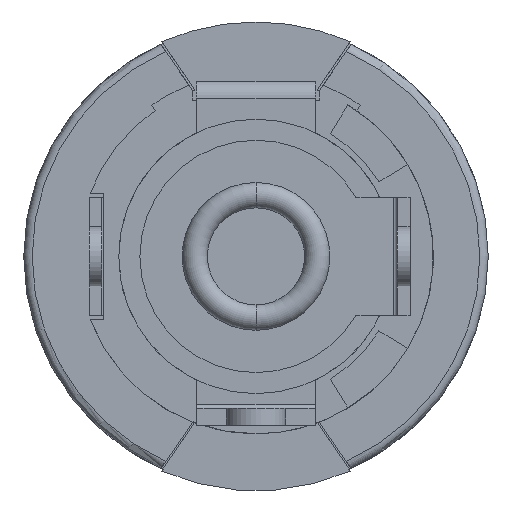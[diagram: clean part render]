
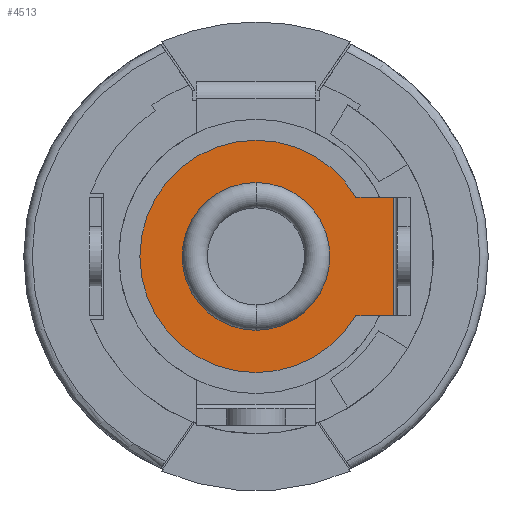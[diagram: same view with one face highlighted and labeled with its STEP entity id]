
A CAD part, front view. The second image highlights one B-rep face of the part: STEP entity #4513.
In plain terms, the highlighted planar face has unit normal (0, -1, 0).
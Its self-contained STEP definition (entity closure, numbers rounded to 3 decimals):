
#14 = VERTEX_POINT ( 'NONE', #2150 ) ;
#58 = CARTESIAN_POINT ( 'NONE',  ( 0., -8.9, -2.75 ) ) ;
#72 = ORIENTED_EDGE ( 'NONE', *, *, #6150, .T. ) ;
#327 = DIRECTION ( 'NONE',  ( 0., -1., 0. ) ) ;
#342 = LINE ( 'NONE', #3497, #6450 ) ;
#424 = CIRCLE ( 'NONE', #2186, 2.75 ) ;
#589 = DIRECTION ( 'NONE',  ( 0., -1., 0. ) ) ;
#710 = CARTESIAN_POINT ( 'NONE',  ( 2.367, -8.9, 1.4 ) ) ;
#803 = CARTESIAN_POINT ( 'NONE',  ( 3.35, -8.9, -1.4 ) ) ;
#879 = VECTOR ( 'NONE', #6004, 1000. ) ;
#894 = PLANE ( 'NONE',  #3952 ) ;
#901 = VERTEX_POINT ( 'NONE', #5247 ) ;
#922 = CARTESIAN_POINT ( 'NONE',  ( 0., -8.9, 0. ) ) ;
#980 = CIRCLE ( 'NONE', #1107, 1.75 ) ;
#1107 = AXIS2_PLACEMENT_3D ( 'NONE', #2429, #1563, #6580 ) ;
#1315 = EDGE_LOOP ( 'NONE', ( #2924, #4636, #1720, #3063, #1582, #72 ) ) ;
#1413 = CARTESIAN_POINT ( 'NONE',  ( 0., -8.9, 0. ) ) ;
#1507 = FACE_OUTER_BOUND ( 'NONE', #1315, .T. ) ;
#1563 = DIRECTION ( 'NONE',  ( 0., -1., 0. ) ) ;
#1582 = ORIENTED_EDGE ( 'NONE', *, *, #4727, .T. ) ;
#1707 = VERTEX_POINT ( 'NONE', #3074 ) ;
#1720 = ORIENTED_EDGE ( 'NONE', *, *, #3801, .T. ) ;
#1802 = DIRECTION ( 'NONE',  ( -1., 0., 0. ) ) ;
#1987 = CARTESIAN_POINT ( 'NONE',  ( 0., -8.9, 0. ) ) ;
#2035 = DIRECTION ( 'NONE',  ( 0., 0., -1. ) ) ;
#2047 = AXIS2_PLACEMENT_3D ( 'NONE', #2573, #589, #6265 ) ;
#2076 = EDGE_CURVE ( 'NONE', #6077, #2961, #2387, .T. ) ;
#2150 = CARTESIAN_POINT ( 'NONE',  ( 3.25, -8.9, -1.4 ) ) ;
#2186 = AXIS2_PLACEMENT_3D ( 'NONE', #922, #327, #2414 ) ;
#2387 = CIRCLE ( 'NONE', #4047, 2.75 ) ;
#2414 = DIRECTION ( 'NONE',  ( 0., 0., -1. ) ) ;
#2429 = CARTESIAN_POINT ( 'NONE',  ( 0., -8.9, 0. ) ) ;
#2507 = VERTEX_POINT ( 'NONE', #4751 ) ;
#2573 = CARTESIAN_POINT ( 'NONE',  ( 0., -8.9, 0. ) ) ;
#2676 = EDGE_CURVE ( 'NONE', #1707, #2507, #5306, .T. ) ;
#2750 = ORIENTED_EDGE ( 'NONE', *, *, #2676, .F. ) ;
#2924 = ORIENTED_EDGE ( 'NONE', *, *, #5089, .T. ) ;
#2928 = CARTESIAN_POINT ( 'NONE',  ( 0., -8.9, 0. ) ) ;
#2961 = VERTEX_POINT ( 'NONE', #5383 ) ;
#3063 = ORIENTED_EDGE ( 'NONE', *, *, #2076, .T. ) ;
#3074 = CARTESIAN_POINT ( 'NONE',  ( 0., -8.9, -1.75 ) ) ;
#3208 = LINE ( 'NONE', #5482, #4302 ) ;
#3449 = DIRECTION ( 'NONE',  ( 0., 0., -1. ) ) ;
#3487 = CARTESIAN_POINT ( 'NONE',  ( 3.25, -8.9, 1.4 ) ) ;
#3497 = CARTESIAN_POINT ( 'NONE',  ( 3.25, -8.9, 0. ) ) ;
#3527 = DIRECTION ( 'NONE',  ( 0., -1., 0. ) ) ;
#3596 = EDGE_CURVE ( 'NONE', #2507, #1707, #980, .T. ) ;
#3801 = EDGE_CURVE ( 'NONE', #6311, #6077, #3208, .T. ) ;
#3952 = AXIS2_PLACEMENT_3D ( 'NONE', #1413, #6591, #3449 ) ;
#4047 = AXIS2_PLACEMENT_3D ( 'NONE', #2928, #3527, #5595 ) ;
#4302 = VECTOR ( 'NONE', #1802, 1000. ) ;
#4513 = ADVANCED_FACE ( 'NONE', ( #1507, #5561 ), #894, .T. ) ;
#4591 = DIRECTION ( 'NONE',  ( 0., -1., 0. ) ) ;
#4627 = VERTEX_POINT ( 'NONE', #58 ) ;
#4636 = ORIENTED_EDGE ( 'NONE', *, *, #6603, .T. ) ;
#4727 = EDGE_CURVE ( 'NONE', #2961, #4627, #424, .T. ) ;
#4751 = CARTESIAN_POINT ( 'NONE',  ( 0., -8.9, 1.75 ) ) ;
#5089 = EDGE_CURVE ( 'NONE', #901, #14, #6710, .T. ) ;
#5146 = AXIS2_PLACEMENT_3D ( 'NONE', #1987, #4591, #2035 ) ;
#5247 = CARTESIAN_POINT ( 'NONE',  ( 2.367, -8.9, -1.4 ) ) ;
#5306 = CIRCLE ( 'NONE', #2047, 1.75 ) ;
#5383 = CARTESIAN_POINT ( 'NONE',  ( 0., -8.9, 2.75 ) ) ;
#5482 = CARTESIAN_POINT ( 'NONE',  ( 3.35, -8.9, 1.4 ) ) ;
#5561 = FACE_BOUND ( 'NONE', #5860, .T. ) ;
#5595 = DIRECTION ( 'NONE',  ( 0., 0., -1. ) ) ;
#5860 = EDGE_LOOP ( 'NONE', ( #2750, #5891 ) ) ;
#5884 = DIRECTION ( 'NONE',  ( 0., 0., 1. ) ) ;
#5891 = ORIENTED_EDGE ( 'NONE', *, *, #3596, .F. ) ;
#6004 = DIRECTION ( 'NONE',  ( 1., 0., 0. ) ) ;
#6018 = CIRCLE ( 'NONE', #5146, 2.75 ) ;
#6077 = VERTEX_POINT ( 'NONE', #710 ) ;
#6150 = EDGE_CURVE ( 'NONE', #4627, #901, #6018, .T. ) ;
#6265 = DIRECTION ( 'NONE',  ( 0., 0., -1. ) ) ;
#6311 = VERTEX_POINT ( 'NONE', #3487 ) ;
#6450 = VECTOR ( 'NONE', #5884, 1000. ) ;
#6580 = DIRECTION ( 'NONE',  ( 0., 0., -1. ) ) ;
#6591 = DIRECTION ( 'NONE',  ( 0., -1., 0. ) ) ;
#6603 = EDGE_CURVE ( 'NONE', #14, #6311, #342, .T. ) ;
#6710 = LINE ( 'NONE', #803, #879 ) ;
